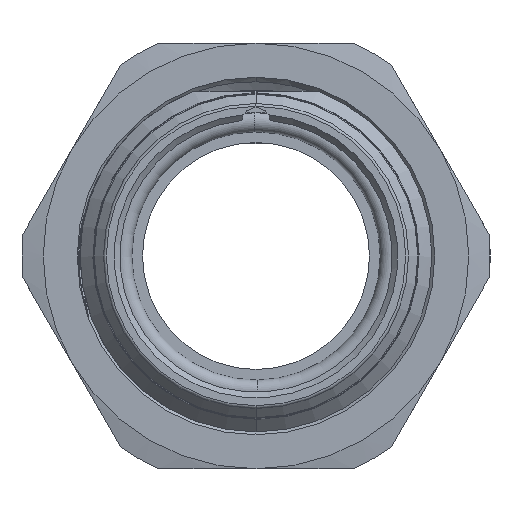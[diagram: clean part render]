
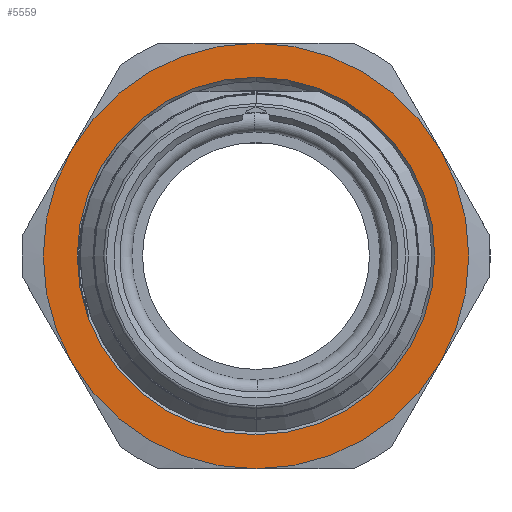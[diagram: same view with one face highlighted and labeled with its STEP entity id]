
A CAD part, front view. The second image highlights one B-rep face of the part: STEP entity #5559.
In plain terms, the highlighted planar face has unit normal (0, -1, 0).
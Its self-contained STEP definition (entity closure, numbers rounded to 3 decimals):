
#1604=CARTESIAN_POINT('',(0.,7.7,0.));
#1605=DIRECTION('',(0.,-1.,0.));
#1606=DIRECTION('',(0.866,0.,-0.5));
#1607=AXIS2_PLACEMENT_3D('',#1604,#1605,#1606);
#1609=CARTESIAN_POINT('',(0.,7.7,0.));
#1610=DIRECTION('',(0.,-1.,0.));
#1611=DIRECTION('',(0.,0.,-1.));
#1612=AXIS2_PLACEMENT_3D('',#1609,#1610,#1611);
#1614=CARTESIAN_POINT('',(0.,7.7,0.));
#1615=DIRECTION('',(0.,-1.,0.));
#1616=DIRECTION('',(-0.866,0.,-0.5));
#1617=AXIS2_PLACEMENT_3D('',#1614,#1615,#1616);
#1619=CARTESIAN_POINT('',(0.,7.7,0.));
#1620=DIRECTION('',(0.,-1.,0.));
#1621=DIRECTION('',(-0.866,0.,0.5));
#1622=AXIS2_PLACEMENT_3D('',#1619,#1620,#1621);
#1624=CARTESIAN_POINT('',(0.,7.7,0.));
#1625=DIRECTION('',(0.,-1.,0.));
#1626=DIRECTION('',(0.,0.,1.));
#1627=AXIS2_PLACEMENT_3D('',#1624,#1625,#1626);
#1629=CARTESIAN_POINT('',(0.,7.7,0.));
#1630=DIRECTION('',(0.,-1.,0.));
#1631=DIRECTION('',(0.866,0.,0.5));
#1632=AXIS2_PLACEMENT_3D('',#1629,#1630,#1631);
#1634=CARTESIAN_POINT('',(0.,7.7,0.));
#1635=DIRECTION('',(0.,1.,0.));
#1636=DIRECTION('',(0.,0.,-1.));
#1637=AXIS2_PLACEMENT_3D('',#1634,#1635,#1636);
#1639=CARTESIAN_POINT('',(0.,7.7,0.));
#1640=DIRECTION('',(0.,1.,0.));
#1641=DIRECTION('',(0.,0.,1.));
#1642=AXIS2_PLACEMENT_3D('',#1639,#1640,#1641);
#1658=CARTESIAN_POINT('',(12.99,7.7,7.5));
#1694=CARTESIAN_POINT('',(0.,7.7,15.));
#1766=CARTESIAN_POINT('',(-12.99,7.7,
-7.5));
#1802=CARTESIAN_POINT('',(0.,7.7,
-15.));
#1824=CARTESIAN_POINT('',(12.99,7.7,-7.5));
#4043=VERTEX_POINT('',#1658);
#4046=VERTEX_POINT('',#1824);
#4048=VERTEX_POINT('',#1694);
#4052=CARTESIAN_POINT('',(-12.99,7.7,7.5));
#4053=VERTEX_POINT('',#4052);
#4056=VERTEX_POINT('',#1766);
#4060=VERTEX_POINT('',#1802);
#4066=CARTESIAN_POINT('',(0.,7.7,-12.6));
#4067=CARTESIAN_POINT('',(0.,7.7,12.6));
#4068=VERTEX_POINT('',#4066);
#4069=VERTEX_POINT('',#4067);
#5536=CARTESIAN_POINT('',(0.,7.7,0.));
#5537=DIRECTION('',(0.,-1.,0.));
#5538=DIRECTION('',(0.,0.,-1.));
#5539=AXIS2_PLACEMENT_3D('',#5536,#5537,#5538);
#5540=PLANE('',#5539);
#5542=ORIENTED_EDGE('',*,*,#5541,.F.);
#5544=ORIENTED_EDGE('',*,*,#5543,.F.);
#5546=ORIENTED_EDGE('',*,*,#5545,.F.);
#5548=ORIENTED_EDGE('',*,*,#5547,.F.);
#5550=ORIENTED_EDGE('',*,*,#5549,.F.);
#5552=ORIENTED_EDGE('',*,*,#5551,.F.);
#5553=EDGE_LOOP('',(#5542,#5544,#5546,#5548,#5550,#5552));
#5554=FACE_OUTER_BOUND('',#5553,.F.);
#5555=ORIENTED_EDGE('',*,*,#5525,.F.);
#5556=ORIENTED_EDGE('',*,*,#5511,.F.);
#5557=EDGE_LOOP('',(#5555,#5556));
#5558=FACE_BOUND('',#5557,.F.);
#1608=CIRCLE('',#1607,15.);
#1613=CIRCLE('',#1612,15.);
#1618=CIRCLE('',#1617,15.);
#1623=CIRCLE('',#1622,15.);
#1628=CIRCLE('',#1627,15.);
#1633=CIRCLE('',#1632,15.);
#1638=CIRCLE('',#1637,12.6);
#1643=CIRCLE('',#1642,12.6);
#5511=EDGE_CURVE('',#4069,#4068,#1643,.T.);
#5525=EDGE_CURVE('',#4068,#4069,#1638,.T.);
#5541=EDGE_CURVE('',#4046,#4043,#1608,.T.);
#5543=EDGE_CURVE('',#4060,#4046,#1613,.T.);
#5545=EDGE_CURVE('',#4056,#4060,#1618,.T.);
#5547=EDGE_CURVE('',#4053,#4056,#1623,.T.);
#5549=EDGE_CURVE('',#4048,#4053,#1628,.T.);
#5551=EDGE_CURVE('',#4043,#4048,#1633,.T.);
#5559=ADVANCED_FACE('',(#5554,#5558),#5540,.T.);
